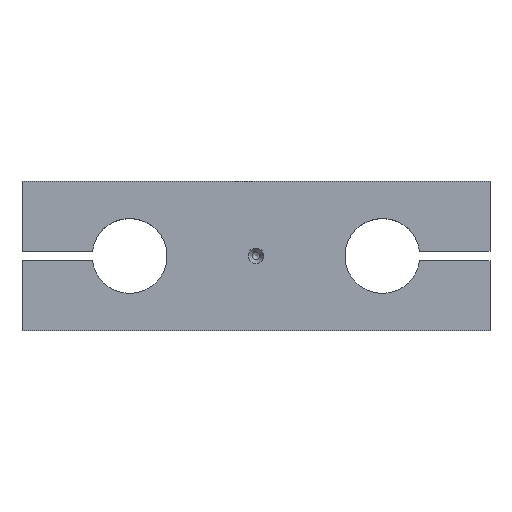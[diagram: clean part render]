
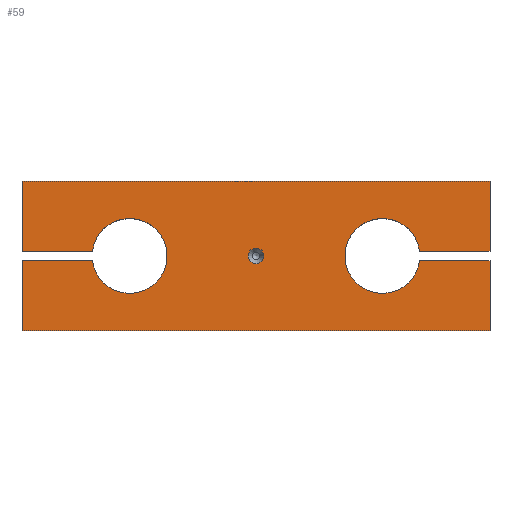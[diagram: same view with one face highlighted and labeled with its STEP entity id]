
A CAD part, top view. The second image highlights one B-rep face of the part: STEP entity #59.
In plain terms, the highlighted planar face has unit normal (0, 0, 1).
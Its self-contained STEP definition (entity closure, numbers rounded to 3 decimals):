
#59 = ADVANCED_FACE( '', ( #140, #141 ), #142, .T. );
#140 = FACE_OUTER_BOUND( '', #258, .T. );
#141 = FACE_BOUND( '', #259, .T. );
#142 = PLANE( '', #260 );
#258 = EDGE_LOOP( '', ( #379, #380, #381, #382, #383, #384, #385, #386, #387, #388, #389, #390 ) );
#259 = EDGE_LOOP( '', ( #391 ) );
#260 = AXIS2_PLACEMENT_3D( '', #392, #393, #394 );
#379 = ORIENTED_EDGE( '', *, *, #597, .T. );
#380 = ORIENTED_EDGE( '', *, *, #598, .T. );
#381 = ORIENTED_EDGE( '', *, *, #599, .T. );
#382 = ORIENTED_EDGE( '', *, *, #593, .T. );
#383 = ORIENTED_EDGE( '', *, *, #600, .F. );
#384 = ORIENTED_EDGE( '', *, *, #601, .T. );
#385 = ORIENTED_EDGE( '', *, *, #602, .T. );
#386 = ORIENTED_EDGE( '', *, *, #603, .T. );
#387 = ORIENTED_EDGE( '', *, *, #604, .T. );
#388 = ORIENTED_EDGE( '', *, *, #605, .T. );
#389 = ORIENTED_EDGE( '', *, *, #606, .F. );
#390 = ORIENTED_EDGE( '', *, *, #607, .T. );
#391 = ORIENTED_EDGE( '', *, *, #608, .F. );
#392 = CARTESIAN_POINT( '', ( 27., 16., 18. ) );
#393 = DIRECTION( '', ( 0., 0., 1. ) );
#394 = DIRECTION( '', ( 1., 0., 0. ) );
#593 = EDGE_CURVE( '', #685, #683, #686, .T. );
#597 = EDGE_CURVE( '', #691, #692, #693, .T. );
#598 = EDGE_CURVE( '', #692, #694, #695, .T. );
#599 = EDGE_CURVE( '', #694, #685, #696, .T. );
#600 = EDGE_CURVE( '', #697, #683, #698, .T. );
#601 = EDGE_CURVE( '', #697, #699, #700, .T. );
#602 = EDGE_CURVE( '', #699, #701, #702, .T. );
#603 = EDGE_CURVE( '', #701, #703, #704, .T. );
#604 = EDGE_CURVE( '', #703, #705, #706, .T. );
#605 = EDGE_CURVE( '', #705, #707, #708, .T. );
#606 = EDGE_CURVE( '', #709, #707, #710, .T. );
#607 = EDGE_CURVE( '', #709, #691, #711, .T. );
#608 = EDGE_CURVE( '', #712, #712, #713, .T. );
#683 = VERTEX_POINT( '', #811 );
#685 = VERTEX_POINT( '', #814 );
#686 = LINE( '', #815, #816 );
#691 = VERTEX_POINT( '', #822 );
#692 = VERTEX_POINT( '', #823 );
#693 = LINE( '', #824, #825 );
#694 = VERTEX_POINT( '', #826 );
#695 = LINE( '', #827, #828 );
#696 = LINE( '', #829, #830 );
#697 = VERTEX_POINT( '', #831 );
#698 = CIRCLE( '', #832, 8. );
#699 = VERTEX_POINT( '', #833 );
#700 = LINE( '', #834, #835 );
#701 = VERTEX_POINT( '', #836 );
#702 = LINE( '', #837, #838 );
#703 = VERTEX_POINT( '', #839 );
#704 = LINE( '', #840, #841 );
#705 = VERTEX_POINT( '', #842 );
#706 = LINE( '', #843, #844 );
#707 = VERTEX_POINT( '', #845 );
#708 = LINE( '', #846, #847 );
#709 = VERTEX_POINT( '', #848 );
#710 = CIRCLE( '', #849, 8. );
#711 = LINE( '', #850, #851 );
#712 = VERTEX_POINT( '', #852 );
#713 = CIRCLE( '', #853, 1.675 );
#811 = CARTESIAN_POINT( '', ( 34.937, 15., 18. ) );
#814 = CARTESIAN_POINT( '', ( 50., 15., 18. ) );
#815 = CARTESIAN_POINT( '', ( 50., 15., 18. ) );
#816 = VECTOR( '', #969, 1000. );
#822 = CARTESIAN_POINT( '', ( -50., 15., 18. ) );
#823 = CARTESIAN_POINT( '', ( -50., 0., 18. ) );
#824 = CARTESIAN_POINT( '', ( -50., 15., 18. ) );
#825 = VECTOR( '', #974, 1000. );
#826 = CARTESIAN_POINT( '', ( 50., 0., 18. ) );
#827 = CARTESIAN_POINT( '', ( -50., 0., 18. ) );
#828 = VECTOR( '', #975, 1000. );
#829 = CARTESIAN_POINT( '', ( 50., 0., 18. ) );
#830 = VECTOR( '', #976, 1000. );
#831 = CARTESIAN_POINT( '', ( 34.937, 17., 18. ) );
#832 = AXIS2_PLACEMENT_3D( '', #977, #978, #979 );
#833 = CARTESIAN_POINT( '', ( 50., 17., 18. ) );
#834 = CARTESIAN_POINT( '', ( 34.937, 17., 18. ) );
#835 = VECTOR( '', #980, 1000. );
#836 = CARTESIAN_POINT( '', ( 50., 32., 18. ) );
#837 = CARTESIAN_POINT( '', ( 50., 17., 18. ) );
#838 = VECTOR( '', #981, 1000. );
#839 = CARTESIAN_POINT( '', ( -50., 32., 18. ) );
#840 = CARTESIAN_POINT( '', ( 50., 32., 18. ) );
#841 = VECTOR( '', #982, 1000. );
#842 = CARTESIAN_POINT( '', ( -50., 17., 18. ) );
#843 = CARTESIAN_POINT( '', ( -50., 32., 18. ) );
#844 = VECTOR( '', #983, 1000. );
#845 = CARTESIAN_POINT( '', ( -34.937, 17., 18. ) );
#846 = CARTESIAN_POINT( '', ( -50., 17., 18. ) );
#847 = VECTOR( '', #984, 1000. );
#848 = CARTESIAN_POINT( '', ( -34.937, 15., 18. ) );
#849 = AXIS2_PLACEMENT_3D( '', #985, #986, #987 );
#850 = CARTESIAN_POINT( '', ( -34.937, 15., 18. ) );
#851 = VECTOR( '', #988, 1000. );
#852 = CARTESIAN_POINT( '', ( 1.675, 16., 18. ) );
#853 = AXIS2_PLACEMENT_3D( '', #989, #990, #991 );
#969 = DIRECTION( '', ( -1., 0., 0. ) );
#974 = DIRECTION( '', ( 0., -1., 0. ) );
#975 = DIRECTION( '', ( 1., 0., 0. ) );
#976 = DIRECTION( '', ( 0., 1., 0. ) );
#977 = CARTESIAN_POINT( '', ( 27., 16., 18. ) );
#978 = DIRECTION( '', ( 0., 0., 1. ) );
#979 = DIRECTION( '', ( 1., 0., 0. ) );
#980 = DIRECTION( '', ( 1., 0., 0. ) );
#981 = DIRECTION( '', ( 0., 1., 0. ) );
#982 = DIRECTION( '', ( -1., 0., 0. ) );
#983 = DIRECTION( '', ( 0., -1., 0. ) );
#984 = DIRECTION( '', ( 1., 0., 0. ) );
#985 = CARTESIAN_POINT( '', ( -27., 16., 18. ) );
#986 = DIRECTION( '', ( 0., 0., 1. ) );
#987 = DIRECTION( '', ( 1., 0., 0. ) );
#988 = DIRECTION( '', ( -1., 0., 0. ) );
#989 = CARTESIAN_POINT( '', ( 0., 16., 18. ) );
#990 = DIRECTION( '', ( 0., 0., 1. ) );
#991 = DIRECTION( '', ( 1., 0., 0. ) );
